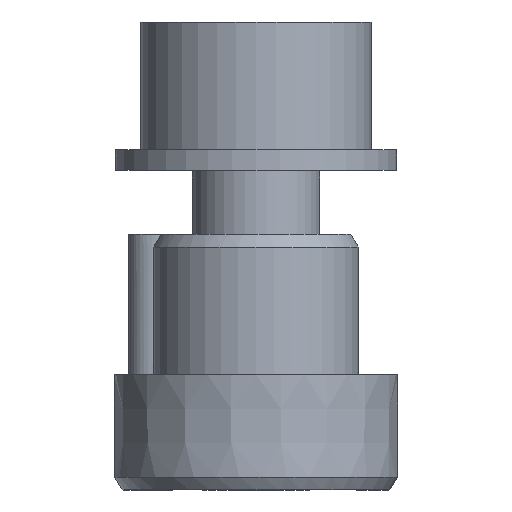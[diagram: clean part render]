
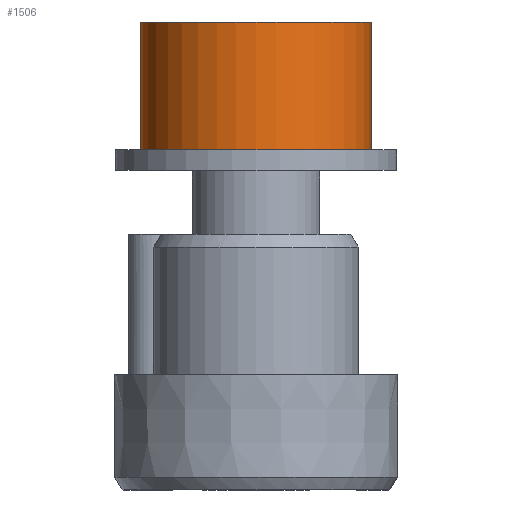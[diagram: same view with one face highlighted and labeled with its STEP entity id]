
A CAD part, left-side view. The second image highlights one B-rep face of the part: STEP entity #1506.
In plain terms, the highlighted cylindrical face has radius 4.5 mm (diameter 9 mm), a partial arc.
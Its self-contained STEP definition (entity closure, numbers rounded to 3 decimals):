
#1450=CARTESIAN_POINT('Axis2P3D Location',(0.,0.,0.8)) ;
#1459=CARTESIAN_POINT('Vertex',(0.,-4.5,0.8)) ;
#1461=CARTESIAN_POINT('Vertex',(0.,4.5,0.8)) ;
#1464=CARTESIAN_POINT('Line Origine',(0.,4.5,3.3)) ;
#1468=CARTESIAN_POINT('Vertex',(0.,4.5,5.8)) ;
#1475=CARTESIAN_POINT('Vertex',(0.,-4.5,5.8)) ;
#1478=CARTESIAN_POINT('Line Origine',(0.,-4.5,3.3)) ;
#1490=CARTESIAN_POINT('Axis2P3D Location',(0.,0.,0.8)) ;
#1495=CARTESIAN_POINT('Axis2P3D Location',(0.,0.,5.8)) ;
#1451=DIRECTION('Axis2P3D Direction',(0.,0.,1.)) ;
#1452=DIRECTION('Axis2P3D XDirection',(0.,1.,0.)) ;
#1465=DIRECTION('Vector Direction',(0.,0.,1.)) ;
#1479=DIRECTION('Vector Direction',(0.,0.,1.)) ;
#1491=DIRECTION('Axis2P3D Direction',(0.,0.,1.)) ;
#1496=DIRECTION('Axis2P3D Direction',(0.,0.,1.)) ;
#1453=AXIS2_PLACEMENT_3D('Cylinder Axis2P3D',#1450,#1451,#1452) ;
#1492=AXIS2_PLACEMENT_3D('Circle Axis2P3D',#1490,#1491,$) ;
#1497=AXIS2_PLACEMENT_3D('Circle Axis2P3D',#1495,#1496,$) ;
#1501=ORIENTED_EDGE('',*,*,#1494,.T.) ;
#1502=ORIENTED_EDGE('',*,*,#1482,.T.) ;
#1503=ORIENTED_EDGE('',*,*,#1499,.F.) ;
#1504=ORIENTED_EDGE('',*,*,#1470,.F.) ;
#1466=VECTOR('Line Direction',#1465,1.) ;
#1480=VECTOR('Line Direction',#1479,1.) ;
#1506=ADVANCED_FACE('PartBody',(#1505),#1454,.T.) ;
#1493=CIRCLE('generated circle',#1492,4.5) ;
#1498=CIRCLE('generated circle',#1497,4.5) ;
#1454=CYLINDRICAL_SURFACE('generated cylinder',#1453,4.5) ;
#1470=EDGE_CURVE('',#1462,#1469,#1467,.T.) ;
#1482=EDGE_CURVE('',#1460,#1476,#1481,.T.) ;
#1494=EDGE_CURVE('',#1462,#1460,#1493,.T.) ;
#1499=EDGE_CURVE('',#1469,#1476,#1498,.T.) ;
#1500=EDGE_LOOP('',(#1501,#1502,#1503,#1504)) ;
#1505=FACE_OUTER_BOUND('',#1500,.T.) ;
#1467=LINE('Line',#1464,#1466) ;
#1481=LINE('Line',#1478,#1480) ;
#1460=VERTEX_POINT('',#1459) ;
#1462=VERTEX_POINT('',#1461) ;
#1469=VERTEX_POINT('',#1468) ;
#1476=VERTEX_POINT('',#1475) ;
